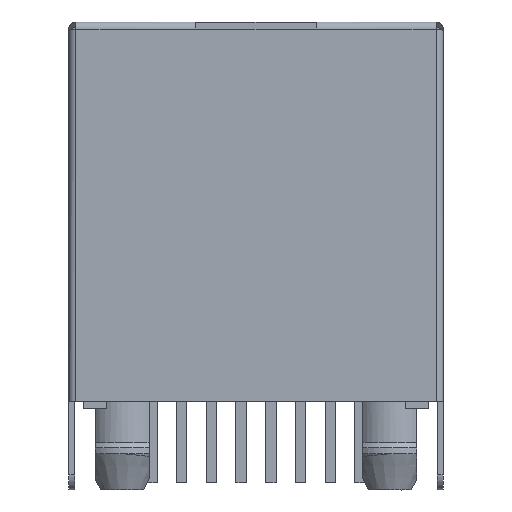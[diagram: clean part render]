
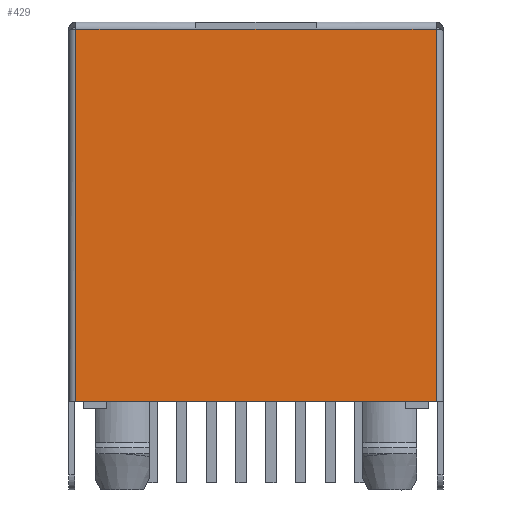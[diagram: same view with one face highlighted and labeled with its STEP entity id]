
A CAD part, front view. The second image highlights one B-rep face of the part: STEP entity #429.
In plain terms, the highlighted planar face has unit normal (0, -1, 0).
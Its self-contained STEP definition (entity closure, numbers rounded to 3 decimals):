
#47 = EDGE_CURVE ( 'NONE', #2395, #6733, #4264, .T. ) ;
#148 = CARTESIAN_POINT ( 'NONE',  ( -8., -8.35, 0. ) ) ;
#197 = VECTOR ( 'NONE', #2359, 1000. ) ;
#375 = LINE ( 'NONE', #6543, #6082 ) ;
#429 = ADVANCED_FACE ( 'NONE', ( #4362 ), #5100, .T. ) ;
#455 = CARTESIAN_POINT ( 'NONE',  ( -7.7, -8.35, -0.3 ) ) ;
#492 = ORIENTED_EDGE ( 'NONE', *, *, #6620, .T. ) ;
#732 = VERTEX_POINT ( 'NONE', #7773 ) ;
#978 = ORIENTED_EDGE ( 'NONE', *, *, #6414, .T. ) ;
#1055 = ORIENTED_EDGE ( 'NONE', *, *, #3330, .T. ) ;
#1199 = LINE ( 'NONE', #6023, #3742 ) ;
#1292 = CARTESIAN_POINT ( 'NONE',  ( 7.7, -8.35, -16.2 ) ) ;
#1299 = CARTESIAN_POINT ( 'NONE',  ( -2.575, -8.35, -0.3 ) ) ;
#1384 = EDGE_LOOP ( 'NONE', ( #5332, #1055, #3508, #3894, #492, #978 ) ) ;
#1399 = VECTOR ( 'NONE', #2540, 1000. ) ;
#1405 = VERTEX_POINT ( 'NONE', #1292 ) ;
#1406 = AXIS2_PLACEMENT_3D ( 'NONE', #148, #1985, #3524 ) ;
#1985 = DIRECTION ( 'NONE',  ( 0., -1., 0. ) ) ;
#2359 = DIRECTION ( 'NONE',  ( -1., 0., 0. ) ) ;
#2360 = VERTEX_POINT ( 'NONE', #455 ) ;
#2395 = VERTEX_POINT ( 'NONE', #2420 ) ;
#2420 = CARTESIAN_POINT ( 'NONE',  ( 2.575, -8.35, -0.3 ) ) ;
#2540 = DIRECTION ( 'NONE',  ( -1., 0., 0. ) ) ;
#2766 = LINE ( 'NONE', #9000, #8122 ) ;
#3023 = CARTESIAN_POINT ( 'NONE',  ( -8., -8.35, -0.3 ) ) ;
#3048 = DIRECTION ( 'NONE',  ( 0., 0., -1. ) ) ;
#3330 = EDGE_CURVE ( 'NONE', #732, #2395, #1199, .T. ) ;
#3508 = ORIENTED_EDGE ( 'NONE', *, *, #47, .T. ) ;
#3524 = DIRECTION ( 'NONE',  ( 0., 0., -1. ) ) ;
#3742 = VECTOR ( 'NONE', #5216, 1000. ) ;
#3894 = ORIENTED_EDGE ( 'NONE', *, *, #6904, .T. ) ;
#4050 = LINE ( 'NONE', #5479, #8999 ) ;
#4264 = LINE ( 'NONE', #6368, #1399 ) ;
#4362 = FACE_OUTER_BOUND ( 'NONE', #1384, .T. ) ;
#4720 = CARTESIAN_POINT ( 'NONE',  ( -7.7, -8.35, -16.2 ) ) ;
#4925 = VERTEX_POINT ( 'NONE', #4720 ) ;
#5068 = LINE ( 'NONE', #3023, #197 ) ;
#5100 = PLANE ( 'NONE',  #1406 ) ;
#5216 = DIRECTION ( 'NONE',  ( -1., 0., 0. ) ) ;
#5332 = ORIENTED_EDGE ( 'NONE', *, *, #5841, .T. ) ;
#5479 = CARTESIAN_POINT ( 'NONE',  ( -8., -8.35, -16.2 ) ) ;
#5841 = EDGE_CURVE ( 'NONE', #1405, #732, #2766, .T. ) ;
#6023 = CARTESIAN_POINT ( 'NONE',  ( -8., -8.35, -0.3 ) ) ;
#6082 = VECTOR ( 'NONE', #3048, 1000. ) ;
#6368 = CARTESIAN_POINT ( 'NONE',  ( -8., -8.35, -0.3 ) ) ;
#6414 = EDGE_CURVE ( 'NONE', #4925, #1405, #4050, .T. ) ;
#6543 = CARTESIAN_POINT ( 'NONE',  ( -7.7, -8.35, 0. ) ) ;
#6620 = EDGE_CURVE ( 'NONE', #2360, #4925, #375, .T. ) ;
#6733 = VERTEX_POINT ( 'NONE', #1299 ) ;
#6904 = EDGE_CURVE ( 'NONE', #6733, #2360, #5068, .T. ) ;
#7773 = CARTESIAN_POINT ( 'NONE',  ( 7.7, -8.35, -0.3 ) ) ;
#8122 = VECTOR ( 'NONE', #8326, 1000. ) ;
#8326 = DIRECTION ( 'NONE',  ( 0., 0., 1. ) ) ;
#8978 = DIRECTION ( 'NONE',  ( 1., 0., 0. ) ) ;
#8999 = VECTOR ( 'NONE', #8978, 1000. ) ;
#9000 = CARTESIAN_POINT ( 'NONE',  ( 7.7, -8.35, 0. ) ) ;
